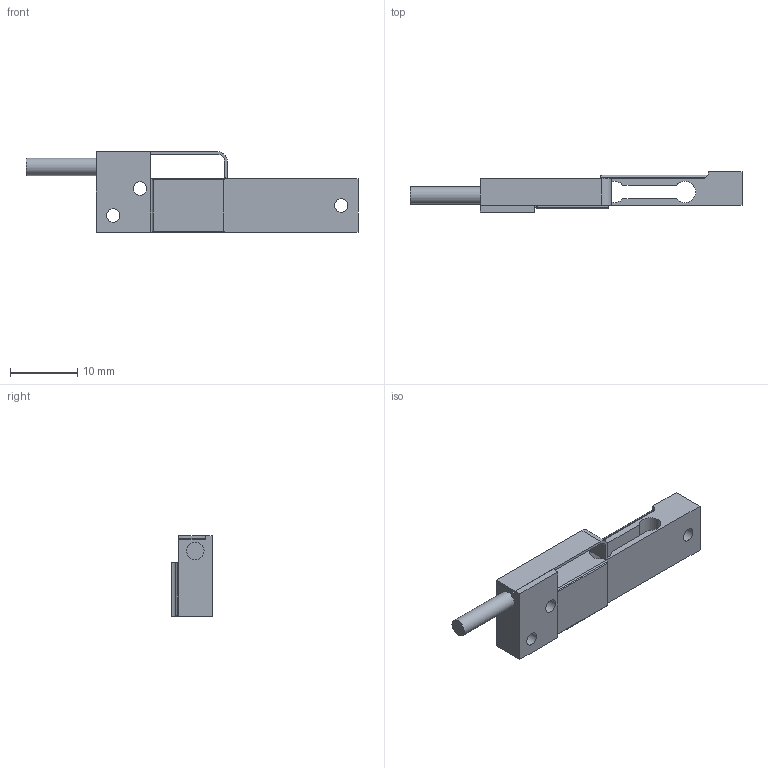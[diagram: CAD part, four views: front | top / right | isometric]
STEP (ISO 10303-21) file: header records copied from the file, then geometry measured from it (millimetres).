
FILE_DESCRIPTION(/* description */ ('Alibre Inc.'),/* implementation_level */ '2;1');
FILE_NAME(/* name */ 'export0',/* time_stamp */ '2015-03-03T13:47:09+01:00',/* author */ (''),/* organization */ (''),/* preprocessor_version */ 'ST-DEVELOPER v14',/* originating_system */ 'Alibre',/* authorisation */ '');
FILE_SCHEMA (('CONFIG_CONTROL_DESIGN'));
Length unit declared in the file: centimetre
Products named in the file (7): ID_1
Bounding box: 49.5 x 6 x 12 mm (x, y, z)
Volume: 1367.1 mm3; surface area: 2247.2 mm2
Topology: 5 solids, 5 shells, 54 faces, 131 edges, 87 vertices
Faces by surface type: plane 34, cylinder 20
Full cylindrical faces by diameter (mm): 2.013 x3, 2.6 x2
Entity records: 2336 total; most frequent: CARTESIAN_POINT 384, DIRECTION 251, ORIENTED_EDGE 244, EDGE_CURVE 122, AXIS2_PLACEMENT_3D 100, VECTOR 85, LINE 85, VERTEX_POINT 83
